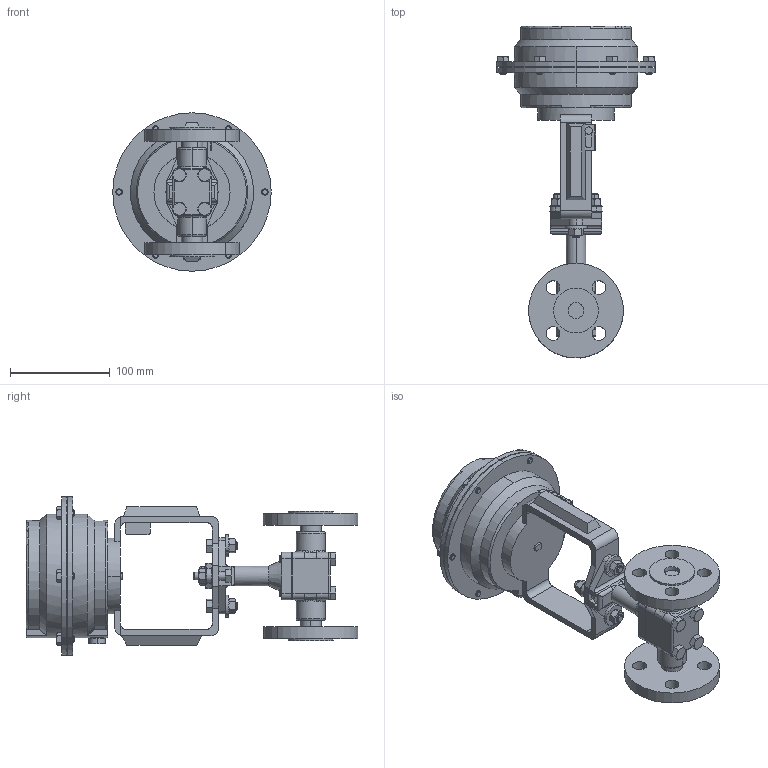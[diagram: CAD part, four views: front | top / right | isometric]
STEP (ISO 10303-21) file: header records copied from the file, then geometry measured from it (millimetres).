
FILE_DESCRIPTION (( 'STEP AP203' ), '1' );
FILE_NAME ('708-050-CS+S6-F8-14M.STEP', '2017-09-13T16:58:37', ( '' ), ( '' ), 'SwSTEP 2.0', 'SolidWorks 2014', '' );
FILE_SCHEMA (( 'CONFIG_CONTROL_DESIGN' ));
Length unit declared in the file: inch
Products named in the file (1): 708-050-CS+S6-F8-14M
Bounding box: 158.75 x 332.43 x 158.75 mm (x, y, z)
Volume: 1490275.8 mm3; surface area: 183626.3 mm2
Topology: 5 solids, 5 shells, 816 faces, 1993 edges, 1240 vertices
Faces by surface type: plane 341, cylinder 186, cone 173, bspline 80, torus 36
Entity records: 30577 total; most frequent: CARTESIAN_POINT 11999, ORIENTED_EDGE 3978, DIRECTION 3611, EDGE_CURVE 1989, AXIS2_PLACEMENT_3D 1347, VERTEX_POINT 1240, VECTOR 917, LINE 917
